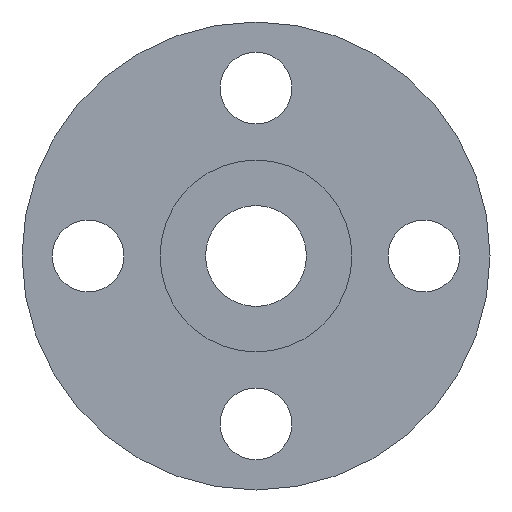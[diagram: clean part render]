
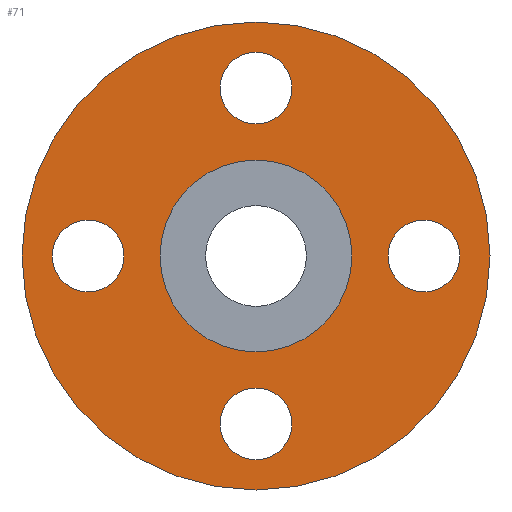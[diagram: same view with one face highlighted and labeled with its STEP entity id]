
A CAD part, front view. The second image highlights one B-rep face of the part: STEP entity #71.
In plain terms, the highlighted planar face has unit normal (0, -1, 0).
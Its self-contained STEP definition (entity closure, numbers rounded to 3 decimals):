
#7 = VERTEX_POINT ( 'NONE', #538 ) ;
#54 = CIRCLE ( 'NONE', #432, 9.5 ) ;
#55 = DIRECTION ( 'NONE',  ( -1., 0., 0. ) ) ;
#61 = CARTESIAN_POINT ( 'NONE',  ( 0., 1.6, 0. ) ) ;
#62 = CIRCLE ( 'NONE', #838, 9.5 ) ;
#64 = VERTEX_POINT ( 'NONE', #278 ) ;
#65 = AXIS2_PLACEMENT_3D ( 'NONE', #694, #66, #277 ) ;
#66 = DIRECTION ( 'NONE',  ( 0., -1., 0. ) ) ;
#69 = AXIS2_PLACEMENT_3D ( 'NONE', #749, #345, #616 ) ;
#70 = DIRECTION ( 'NONE',  ( 0., 1., 0. ) ) ;
#71 = ADVANCED_FACE ( 'NONE', ( #210, #267, #484, #609, #410, #201 ), #474, .T. ) ;
#72 = CARTESIAN_POINT ( 'NONE',  ( 0., 1.6, 44.45 ) ) ;
#73 = ORIENTED_EDGE ( 'NONE', *, *, #155, .F. ) ;
#92 = DIRECTION ( 'NONE',  ( 0., -1., 0. ) ) ;
#94 = EDGE_CURVE ( 'NONE', #661, #905, #62, .T. ) ;
#97 = DIRECTION ( 'NONE',  ( 0., 1., 0. ) ) ;
#101 = AXIS2_PLACEMENT_3D ( 'NONE', #61, #70, #687 ) ;
#104 = CARTESIAN_POINT ( 'NONE',  ( -34.95, 1.6, 0. ) ) ;
#109 = ORIENTED_EDGE ( 'NONE', *, *, #128, .F. ) ;
#113 = ORIENTED_EDGE ( 'NONE', *, *, #406, .T. ) ;
#122 = CIRCLE ( 'NONE', #630, 9.5 ) ;
#128 = EDGE_CURVE ( 'NONE', #503, #7, #164, .T. ) ;
#150 = VERTEX_POINT ( 'NONE', #306 ) ;
#155 = EDGE_CURVE ( 'NONE', #390, #718, #296, .T. ) ;
#159 = ORIENTED_EDGE ( 'NONE', *, *, #534, .F. ) ;
#164 = CIRCLE ( 'NONE', #265, 9.5 ) ;
#176 = CARTESIAN_POINT ( 'NONE',  ( 0., 1.6, 61.95 ) ) ;
#179 = DIRECTION ( 'NONE',  ( 0., 0., 1. ) ) ;
#181 = AXIS2_PLACEMENT_3D ( 'NONE', #619, #908, #550 ) ;
#194 = EDGE_CURVE ( 'NONE', #446, #398, #122, .T. ) ;
#201 = FACE_OUTER_BOUND ( 'NONE', #304, .T. ) ;
#210 = FACE_BOUND ( 'NONE', #825, .T. ) ;
#226 = DIRECTION ( 'NONE',  ( 0., 0., 1. ) ) ;
#246 = CARTESIAN_POINT ( 'NONE',  ( 0., 1.6, -34.95 ) ) ;
#254 = DIRECTION ( 'NONE',  ( 0., 1., 0. ) ) ;
#257 = CARTESIAN_POINT ( 'NONE',  ( 0., 1.6, -44.45 ) ) ;
#265 = AXIS2_PLACEMENT_3D ( 'NONE', #841, #683, #492 ) ;
#267 = FACE_BOUND ( 'NONE', #451, .T. ) ;
#271 = CARTESIAN_POINT ( 'NONE',  ( -53.95, 1.6, 0. ) ) ;
#277 = DIRECTION ( 'NONE',  ( 0., 0., 1. ) ) ;
#278 = CARTESIAN_POINT ( 'NONE',  ( 0., 1.6, -53.95 ) ) ;
#279 = ORIENTED_EDGE ( 'NONE', *, *, #560, .F. ) ;
#280 = AXIS2_PLACEMENT_3D ( 'NONE', #387, #518, #179 ) ;
#296 = CIRCLE ( 'NONE', #720, 61.95 ) ;
#299 = CIRCLE ( 'NONE', #763, 9.5 ) ;
#304 = EDGE_LOOP ( 'NONE', ( #73, #610 ) ) ;
#306 = CARTESIAN_POINT ( 'NONE',  ( 0., 1.6, -25.4 ) ) ;
#308 = DIRECTION ( 'NONE',  ( 0., 0., -1. ) ) ;
#336 = DIRECTION ( 'NONE',  ( 0., -1., 0. ) ) ;
#345 = DIRECTION ( 'NONE',  ( 0., -1., 0. ) ) ;
#356 = EDGE_LOOP ( 'NONE', ( #113, #741 ) ) ;
#363 = VERTEX_POINT ( 'NONE', #246 ) ;
#372 = DIRECTION ( 'NONE',  ( -1., 0., 0. ) ) ;
#375 = ORIENTED_EDGE ( 'NONE', *, *, #194, .F. ) ;
#387 = CARTESIAN_POINT ( 'NONE',  ( 0., 1.6, 0. ) ) ;
#390 = VERTEX_POINT ( 'NONE', #176 ) ;
#398 = VERTEX_POINT ( 'NONE', #104 ) ;
#405 = ORIENTED_EDGE ( 'NONE', *, *, #773, .F. ) ;
#406 = EDGE_CURVE ( 'NONE', #593, #150, #623, .T. ) ;
#410 = FACE_BOUND ( 'NONE', #356, .T. ) ;
#415 = CARTESIAN_POINT ( 'NONE',  ( 34.95, 1.6, 0. ) ) ;
#426 = ORIENTED_EDGE ( 'NONE', *, *, #460, .F. ) ;
#428 = EDGE_LOOP ( 'NONE', ( #109, #159 ) ) ;
#432 = AXIS2_PLACEMENT_3D ( 'NONE', #758, #477, #55 ) ;
#444 = EDGE_CURVE ( 'NONE', #718, #390, #728, .T. ) ;
#446 = VERTEX_POINT ( 'NONE', #271 ) ;
#449 = DIRECTION ( 'NONE',  ( 0., 0., 1. ) ) ;
#451 = EDGE_LOOP ( 'NONE', ( #810, #771 ) ) ;
#456 = CIRCLE ( 'NONE', #65, 9.5 ) ;
#460 = EDGE_CURVE ( 'NONE', #398, #446, #54, .T. ) ;
#474 = PLANE ( 'NONE',  #69 ) ;
#477 = DIRECTION ( 'NONE',  ( 0., -1., 0. ) ) ;
#484 = FACE_BOUND ( 'NONE', #428, .T. ) ;
#492 = DIRECTION ( 'NONE',  ( 1., 0., 0. ) ) ;
#494 = AXIS2_PLACEMENT_3D ( 'NONE', #882, #254, #449 ) ;
#503 = VERTEX_POINT ( 'NONE', #415 ) ;
#508 = EDGE_CURVE ( 'NONE', #905, #661, #456, .T. ) ;
#510 = CARTESIAN_POINT ( 'NONE',  ( 0., 1.6, 34.95 ) ) ;
#514 = CARTESIAN_POINT ( 'NONE',  ( 0., 1.6, 53.95 ) ) ;
#518 = DIRECTION ( 'NONE',  ( 0., 1., 0. ) ) ;
#524 = DIRECTION ( 'NONE',  ( 0., -1., 0. ) ) ;
#534 = EDGE_CURVE ( 'NONE', #7, #503, #676, .T. ) ;
#537 = CARTESIAN_POINT ( 'NONE',  ( 0., 1.6, 25.4 ) ) ;
#538 = CARTESIAN_POINT ( 'NONE',  ( 53.95, 1.6, 0. ) ) ;
#550 = DIRECTION ( 'NONE',  ( 1., 0., 0. ) ) ;
#560 = EDGE_CURVE ( 'NONE', #363, #64, #299, .T. ) ;
#566 = EDGE_LOOP ( 'NONE', ( #279, #405 ) ) ;
#568 = CARTESIAN_POINT ( 'NONE',  ( 0., 1.6, -61.95 ) ) ;
#570 = CARTESIAN_POINT ( 'NONE',  ( -44.45, 1.6, 0. ) ) ;
#593 = VERTEX_POINT ( 'NONE', #537 ) ;
#609 = FACE_BOUND ( 'NONE', #566, .T. ) ;
#610 = ORIENTED_EDGE ( 'NONE', *, *, #444, .F. ) ;
#616 = DIRECTION ( 'NONE',  ( 0., 0., -1. ) ) ;
#619 = CARTESIAN_POINT ( 'NONE',  ( 44.45, 1.6, 0. ) ) ;
#623 = CIRCLE ( 'NONE', #494, 25.4 ) ;
#630 = AXIS2_PLACEMENT_3D ( 'NONE', #570, #92, #372 ) ;
#661 = VERTEX_POINT ( 'NONE', #510 ) ;
#672 = CIRCLE ( 'NONE', #280, 25.4 ) ;
#676 = CIRCLE ( 'NONE', #181, 9.5 ) ;
#683 = DIRECTION ( 'NONE',  ( 0., -1., 0. ) ) ;
#687 = DIRECTION ( 'NONE',  ( 0., 0., 1. ) ) ;
#694 = CARTESIAN_POINT ( 'NONE',  ( 0., 1.6, 44.45 ) ) ;
#718 = VERTEX_POINT ( 'NONE', #568 ) ;
#720 = AXIS2_PLACEMENT_3D ( 'NONE', #781, #97, #226 ) ;
#728 = CIRCLE ( 'NONE', #101, 61.95 ) ;
#741 = ORIENTED_EDGE ( 'NONE', *, *, #799, .T. ) ;
#746 = CIRCLE ( 'NONE', #849, 9.5 ) ;
#749 = CARTESIAN_POINT ( 'NONE',  ( 0., 1.6, 25.4 ) ) ;
#752 = DIRECTION ( 'NONE',  ( 0., 0., 1. ) ) ;
#758 = CARTESIAN_POINT ( 'NONE',  ( -44.45, 1.6, 0. ) ) ;
#763 = AXIS2_PLACEMENT_3D ( 'NONE', #257, #336, #813 ) ;
#771 = ORIENTED_EDGE ( 'NONE', *, *, #508, .F. ) ;
#773 = EDGE_CURVE ( 'NONE', #64, #363, #746, .T. ) ;
#781 = CARTESIAN_POINT ( 'NONE',  ( 0., 1.6, 0. ) ) ;
#799 = EDGE_CURVE ( 'NONE', #150, #593, #672, .T. ) ;
#808 = CARTESIAN_POINT ( 'NONE',  ( 0., 1.6, -44.45 ) ) ;
#810 = ORIENTED_EDGE ( 'NONE', *, *, #94, .F. ) ;
#813 = DIRECTION ( 'NONE',  ( 0., 0., -1. ) ) ;
#825 = EDGE_LOOP ( 'NONE', ( #426, #375 ) ) ;
#838 = AXIS2_PLACEMENT_3D ( 'NONE', #72, #893, #752 ) ;
#841 = CARTESIAN_POINT ( 'NONE',  ( 44.45, 1.6, 0. ) ) ;
#849 = AXIS2_PLACEMENT_3D ( 'NONE', #808, #524, #308 ) ;
#882 = CARTESIAN_POINT ( 'NONE',  ( 0., 1.6, 0. ) ) ;
#893 = DIRECTION ( 'NONE',  ( 0., -1., 0. ) ) ;
#905 = VERTEX_POINT ( 'NONE', #514 ) ;
#908 = DIRECTION ( 'NONE',  ( 0., -1., 0. ) ) ;
